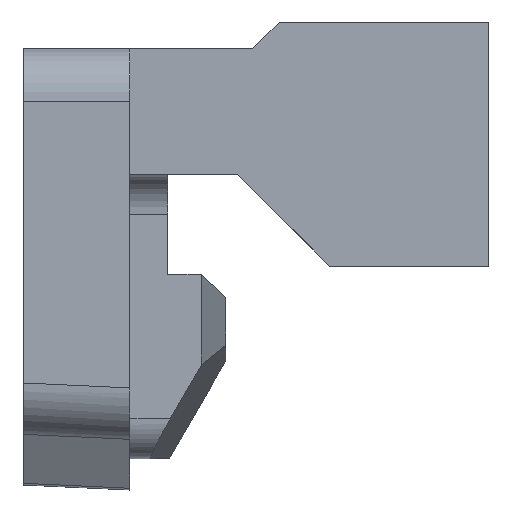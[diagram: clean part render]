
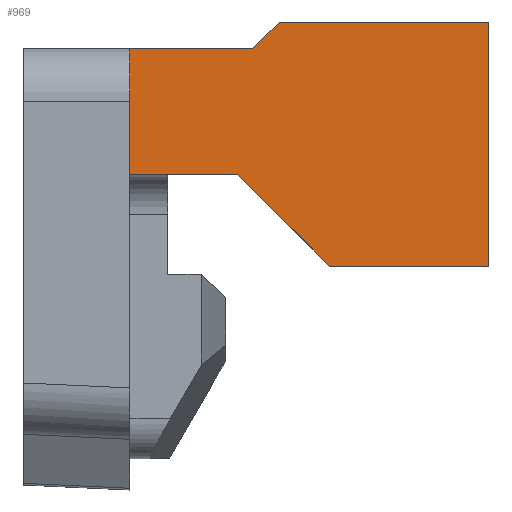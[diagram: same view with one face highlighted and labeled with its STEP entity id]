
A CAD part, front view. The second image highlights one B-rep face of the part: STEP entity #969.
In plain terms, the highlighted planar face has unit normal (0, -1, 0.001).
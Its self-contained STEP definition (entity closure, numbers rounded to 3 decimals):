
#45=PLANE('',#1054);
#87=FACE_OUTER_BOUND('',#139,.T.);
#139=EDGE_LOOP('',(#766,#767,#768,#769,#770,#771,#772,#773));
#184=LINE('',#1416,#293);
#197=LINE('',#1452,#306);
#206=LINE('',#1471,#315);
#219=LINE('',#1514,#328);
#222=LINE('',#1520,#331);
#223=LINE('',#1522,#332);
#224=LINE('',#1524,#333);
#225=LINE('',#1525,#334);
#293=VECTOR('',#1136,10.);
#306=VECTOR('',#1163,10.);
#315=VECTOR('',#1180,10.);
#328=VECTOR('',#1225,10.);
#331=VECTOR('',#1230,10.);
#332=VECTOR('',#1231,10.);
#333=VECTOR('',#1232,10.);
#334=VECTOR('',#1233,10.);
#424=VERTEX_POINT('',#1413);
#425=VERTEX_POINT('',#1415);
#441=VERTEX_POINT('',#1450);
#447=VERTEX_POINT('',#1469);
#461=VERTEX_POINT('',#1513);
#463=VERTEX_POINT('',#1519);
#464=VERTEX_POINT('',#1521);
#465=VERTEX_POINT('',#1523);
#523=EDGE_CURVE('',#425,#424,#184,.T.);
#542=EDGE_CURVE('',#441,#424,#197,.T.);
#552=EDGE_CURVE('',#447,#441,#206,.T.);
#573=EDGE_CURVE('',#425,#461,#219,.T.);
#576=EDGE_CURVE('',#463,#447,#222,.T.);
#577=EDGE_CURVE('',#464,#463,#223,.T.);
#578=EDGE_CURVE('',#465,#464,#224,.T.);
#579=EDGE_CURVE('',#465,#461,#225,.F.);
#766=ORIENTED_EDGE('',*,*,#523,.T.);
#767=ORIENTED_EDGE('',*,*,#542,.F.);
#768=ORIENTED_EDGE('',*,*,#552,.F.);
#769=ORIENTED_EDGE('',*,*,#576,.F.);
#770=ORIENTED_EDGE('',*,*,#577,.F.);
#771=ORIENTED_EDGE('',*,*,#578,.F.);
#772=ORIENTED_EDGE('',*,*,#579,.T.);
#773=ORIENTED_EDGE('',*,*,#573,.F.);
#969=ADVANCED_FACE('',(#87),#45,.F.);
#1054=AXIS2_PLACEMENT_3D('',#1518,#1228,#1229);
#1136=DIRECTION('',(-1.,0.,0.));
#1163=DIRECTION('',(0.,0.001,1.));
#1180=DIRECTION('',(-1.,0.,0.));
#1225=DIRECTION('',(0.707,0.,0.707));
#1228=DIRECTION('center_axis',(0.,1.,-0.001));
#1229=DIRECTION('ref_axis',(-1.,0.,0.));
#1230=DIRECTION('',(-0.707,0.,0.707));
#1231=DIRECTION('',(-1.,0.,0.));
#1232=DIRECTION('',(0.,-0.001,-1.));
#1233=DIRECTION('',(1.,0.,0.));
#1413=CARTESIAN_POINT('',(-30.327,-25.662,-2.581));
#1415=CARTESIAN_POINT('',(-25.691,-25.662,-2.581));
#1416=CARTESIAN_POINT('',(-27.024,-25.662,-2.581));
#1450=CARTESIAN_POINT('',(-30.327,-25.665,-7.32));
#1452=CARTESIAN_POINT('',(-30.327,-25.665,-7.32));
#1469=CARTESIAN_POINT('',(-26.263,-25.666,-7.32));
#1471=CARTESIAN_POINT('',(-20.713,-25.666,-7.32));
#1513=CARTESIAN_POINT('',(-24.691,-25.662,-1.581));
#1514=CARTESIAN_POINT('',(-24.151,-25.662,-1.042));
#1518=CARTESIAN_POINT('Origin',(-15.799,-25.666,-7.321));
#1519=CARTESIAN_POINT('',(-22.797,-25.668,-10.786));
#1520=CARTESIAN_POINT('',(-23.504,-25.667,-10.079));
#1521=CARTESIAN_POINT('',(-16.8,-25.668,-10.787));
#1522=CARTESIAN_POINT('',(-16.8,-25.668,-10.787));
#1523=CARTESIAN_POINT('',(-16.799,-25.662,-1.582));
#1524=CARTESIAN_POINT('',(-16.799,-25.666,-7.321));
#1525=CARTESIAN_POINT('',(-20.556,-25.662,-1.582));
